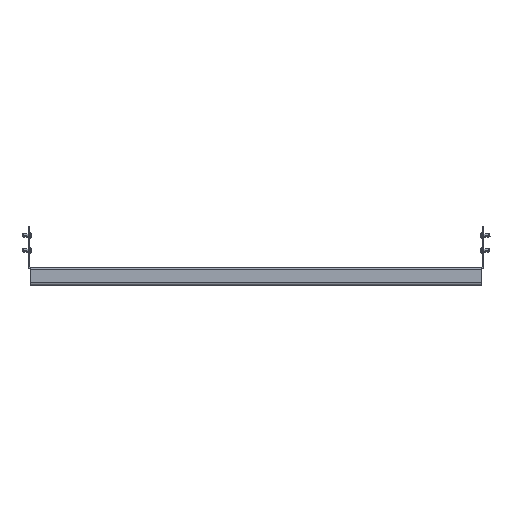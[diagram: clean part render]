
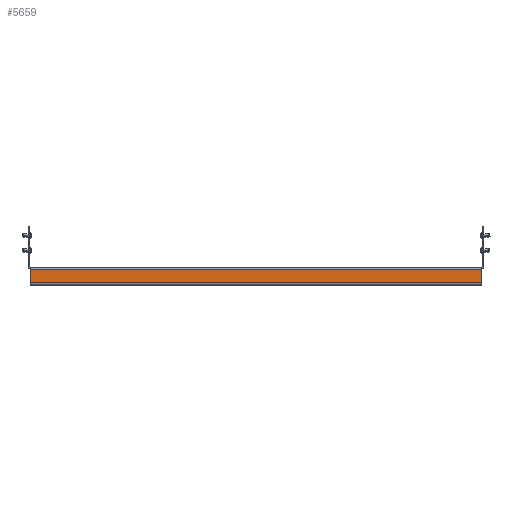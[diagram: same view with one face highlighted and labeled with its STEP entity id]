
A CAD part, top view. The second image highlights one B-rep face of the part: STEP entity #5659.
In plain terms, the highlighted face is planar.
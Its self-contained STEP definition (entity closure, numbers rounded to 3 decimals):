
#128 = DIRECTION ( 'NONE',  ( 0., 0., -1. ) ) ;
#203 = VECTOR ( 'NONE', #2258, 1000. ) ;
#547 = DIRECTION ( 'NONE',  ( -1., 0., 0. ) ) ;
#682 = CARTESIAN_POINT ( 'NONE',  ( 273.5, 374.5, 0. ) ) ;
#742 = CARTESIAN_POINT ( 'NONE',  ( 273.5, -374.5, 26. ) ) ;
#932 = ORIENTED_EDGE ( 'NONE', *, *, #4079, .T. ) ;
#990 = CARTESIAN_POINT ( 'NONE',  ( 273.5, 0., 26. ) ) ;
#1234 = LINE ( 'NONE', #990, #3631 ) ;
#1568 = LINE ( 'NONE', #682, #203 ) ;
#1691 = CARTESIAN_POINT ( 'NONE',  ( 273.5, -374.5, 4. ) ) ;
#1771 = ORIENTED_EDGE ( 'NONE', *, *, #4523, .T. ) ;
#1895 = LINE ( 'NONE', #2830, #6663 ) ;
#2134 = CARTESIAN_POINT ( 'NONE',  ( 273.5, -374.5, 4. ) ) ;
#2258 = DIRECTION ( 'NONE',  ( 0., 0., 1. ) ) ;
#2264 = VERTEX_POINT ( 'NONE', #4094 ) ;
#2297 = VECTOR ( 'NONE', #4823, 1000. ) ;
#2403 = EDGE_CURVE ( 'NONE', #2264, #5598, #3205, .T. ) ;
#2830 = CARTESIAN_POINT ( 'NONE',  ( 273.5, -374.5, 0. ) ) ;
#2831 = DIRECTION ( 'NONE',  ( 0., -1., 0. ) ) ;
#3156 = DIRECTION ( 'NONE',  ( 0., 0., 1. ) ) ;
#3205 = LINE ( 'NONE', #1691, #2297 ) ;
#3631 = VECTOR ( 'NONE', #2831, 1000. ) ;
#4079 = EDGE_CURVE ( 'NONE', #2264, #6036, #1568, .T. ) ;
#4094 = CARTESIAN_POINT ( 'NONE',  ( 273.5, 374.5, 4. ) ) ;
#4115 = VERTEX_POINT ( 'NONE', #742 ) ;
#4523 = EDGE_CURVE ( 'NONE', #6036, #4115, #1234, .T. ) ;
#4703 = CARTESIAN_POINT ( 'NONE',  ( 273.5, 0., 0. ) ) ;
#4756 = EDGE_CURVE ( 'NONE', #4115, #5598, #1895, .T. ) ;
#4811 = ORIENTED_EDGE ( 'NONE', *, *, #4756, .T. ) ;
#4823 = DIRECTION ( 'NONE',  ( 0., -1., 0. ) ) ;
#5176 = PLANE ( 'NONE',  #5216 ) ;
#5216 = AXIS2_PLACEMENT_3D ( 'NONE', #4703, #547, #3156 ) ;
#5519 = EDGE_LOOP ( 'NONE', ( #5882, #932, #1771, #4811 ) ) ;
#5598 = VERTEX_POINT ( 'NONE', #2134 ) ;
#5659 = ADVANCED_FACE ( 'NONE', ( #6241 ), #5176, .F. ) ;
#5882 = ORIENTED_EDGE ( 'NONE', *, *, #2403, .F. ) ;
#6036 = VERTEX_POINT ( 'NONE', #6083 ) ;
#6083 = CARTESIAN_POINT ( 'NONE',  ( 273.5, 374.5, 26. ) ) ;
#6241 = FACE_OUTER_BOUND ( 'NONE', #5519, .T. ) ;
#6663 = VECTOR ( 'NONE', #128, 1000. ) ;
